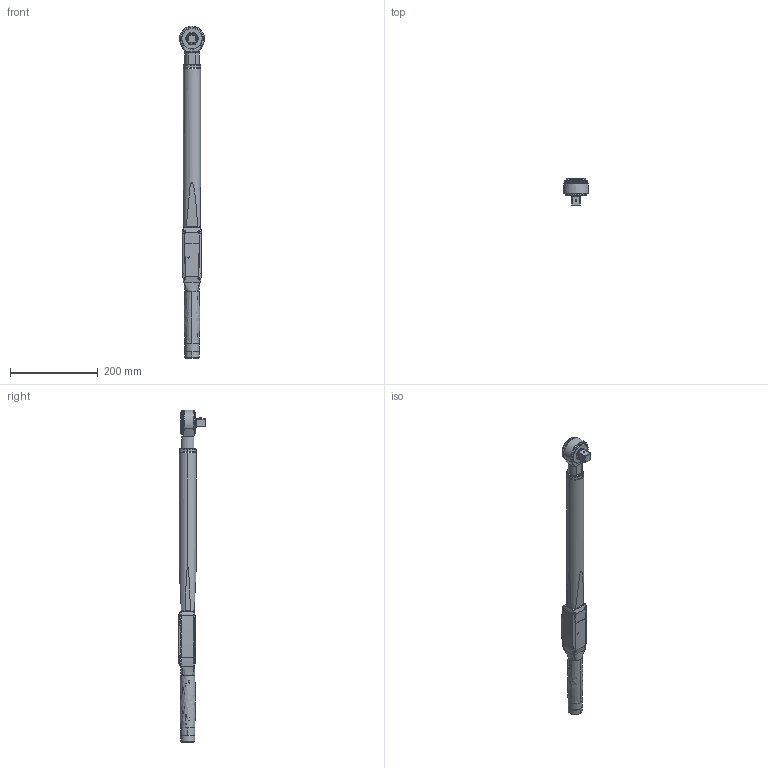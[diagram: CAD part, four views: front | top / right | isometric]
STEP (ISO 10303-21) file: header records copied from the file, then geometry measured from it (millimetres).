
FILE_DESCRIPTION((''),'2;1');
FILE_NAME('6152210370_DIM','2021-06-28T09:14:32',('S00000450'),(''),'CREO PARAMETRIC BY PTC INC, 2021072','CREO PARAMETRIC BY PTC INC, 2021072','');
FILE_SCHEMA(('AP242_MANAGED_MODEL_BASED_3D_ENGINEERING_MIM_LF { 1 0 10303 442 1 1 4 }'));
Products named in the file (1): 6152210370_DIM
Bounding box: 56.56 x 63.45 x 754.92 mm (x, y, z)
Surface area: 108939.8 mm2 (no closed solid volume)
Topology: 0 solids, 484 shells, 935 faces, 3768 edges, 3208 vertices
Faces by surface type: plane 621, cylinder 117, cone 93, bspline 80, extrusion 10, torus 10, sphere 4
Entity records: 51149 total; most frequent: CARTESIAN_POINT 19813, DIRECTION 4833, ORIENTED_EDGE 4446, EDGE_CURVE 3767, VERTEX_POINT 3208, VECTOR 1811, LINE 1801, AXIS2_PLACEMENT_3D 1511
